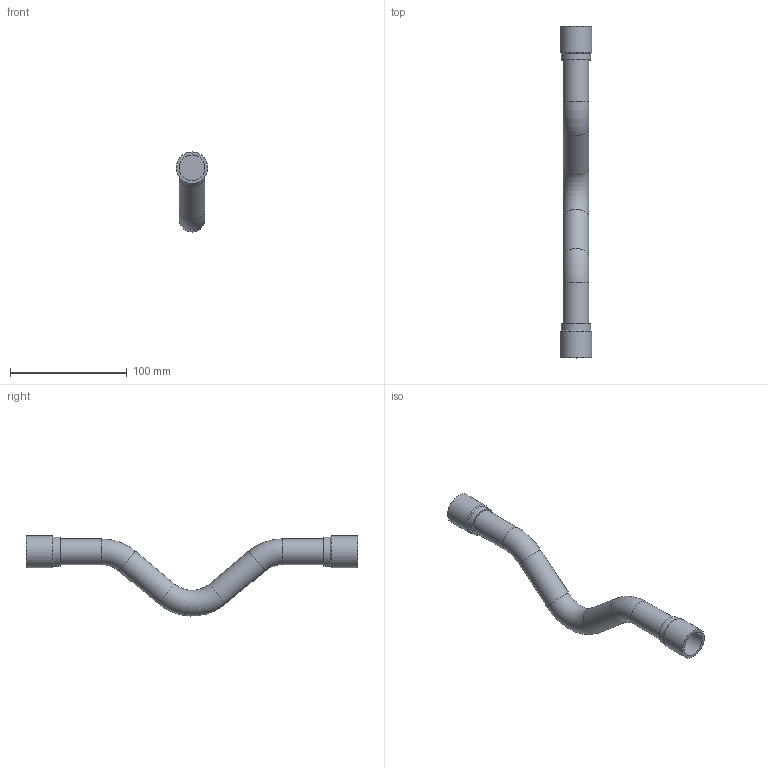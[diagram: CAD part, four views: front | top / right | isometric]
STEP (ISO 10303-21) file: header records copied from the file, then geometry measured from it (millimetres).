
FILE_DESCRIPTION(/* description */ ('Unknown'),/* implementation_level */ '2;1');
FILE_NAME(/* name */ 'F25DN22',/* time_stamp */ '2016-07-07T13:21:11+02:00',/* author */ ('Unknown'),/* organization */ ('Unknown'),/* preprocessor_version */ 'ST-DEVELOPER v16',/* originating_system */ 'DEX',/* authorisation */ $);
FILE_SCHEMA (('AUTOMOTIVE_DESIGN {1 0 10303 214 3 1 1}'));
Length unit declared in the file: millimetre
Products named in the file (1): F25DN22
Bounding box: 27 x 284 x 68.47 mm (x, y, z)
Volume: 40703.9 mm3; surface area: 42484.9 mm2
Topology: 1 solids, 2 shells, 30 faces, 59 edges, 37 vertices
Faces by surface type: cylinder 14, plane 8, torus 6, cone 2
Full cylindrical faces by diameter (mm): 19 x4, 22 x6, 25 x2, 27 x2
Entity records: 612 total; most frequent: DIRECTION 118, CARTESIAN_POINT 87, AXIS2_PLACEMENT_3D 59, ORIENTED_EDGE 56, EDGE_LOOP 56, FACE_BOUND 56, ADVANCED_FACE 30, EDGE_CURVE 28
